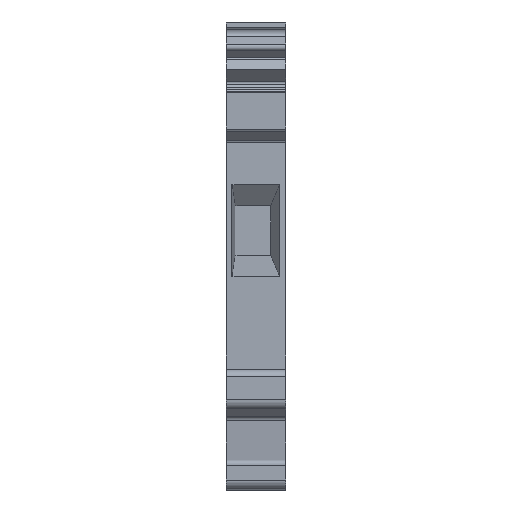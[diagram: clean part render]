
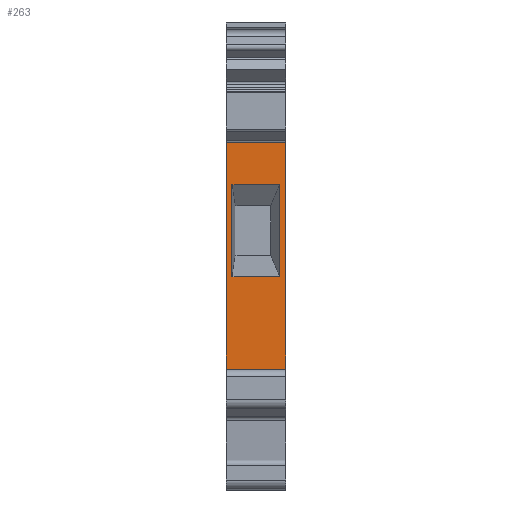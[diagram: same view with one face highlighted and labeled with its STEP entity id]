
A CAD part, left-side view. The second image highlights one B-rep face of the part: STEP entity #263.
In plain terms, the highlighted planar face has unit normal (-1, 0, 0).
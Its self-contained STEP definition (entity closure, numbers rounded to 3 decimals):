
#263 = ADVANCED_FACE( '', ( #686, #687 ), #688, .T. );
#686 = FACE_OUTER_BOUND( '', #1271, .T. );
#687 = FACE_BOUND( '', #1272, .T. );
#688 = PLANE( '', #1273 );
#1271 = EDGE_LOOP( '', ( #2128, #2129, #2130, #2131 ) );
#1272 = EDGE_LOOP( '', ( #2132, #2133, #2134, #2135 ) );
#1273 = AXIS2_PLACEMENT_3D( '', #2136, #2137, #2138 );
#2128 = ORIENTED_EDGE( '', *, *, #3787, .F. );
#2129 = ORIENTED_EDGE( '', *, *, #3849, .F. );
#2130 = ORIENTED_EDGE( '', *, *, #3850, .T. );
#2131 = ORIENTED_EDGE( '', *, *, #3851, .T. );
#2132 = ORIENTED_EDGE( '', *, *, #3852, .T. );
#2133 = ORIENTED_EDGE( '', *, *, #3853, .T. );
#2134 = ORIENTED_EDGE( '', *, *, #3854, .T. );
#2135 = ORIENTED_EDGE( '', *, *, #3855, .T. );
#2136 = CARTESIAN_POINT( '', ( -22.122, 6., 11.169 ) );
#2137 = DIRECTION( '', ( -1., 0., 0. ) );
#2138 = DIRECTION( '', ( 0., 0., 1. ) );
#3787 = EDGE_CURVE( '', #4676, #4678, #4679, .T. );
#3849 = EDGE_CURVE( '', #4781, #4676, #4782, .T. );
#3850 = EDGE_CURVE( '', #4781, #4783, #4784, .T. );
#3851 = EDGE_CURVE( '', #4783, #4678, #4785, .T. );
#3852 = EDGE_CURVE( '', #4786, #4787, #4788, .F. );
#3853 = EDGE_CURVE( '', #4787, #4789, #4790, .F. );
#3854 = EDGE_CURVE( '', #4789, #4791, #4792, .F. );
#3855 = EDGE_CURVE( '', #4791, #4786, #4793, .F. );
#4676 = VERTEX_POINT( '', #5871 );
#4678 = VERTEX_POINT( '', #5873 );
#4679 = LINE( '', #5874, #5875 );
#4781 = VERTEX_POINT( '', #6012 );
#4782 = LINE( '', #6013, #6014 );
#4783 = VERTEX_POINT( '', #6015 );
#4784 = LINE( '', #6016, #6017 );
#4785 = LINE( '', #6018, #6019 );
#4786 = VERTEX_POINT( '', #6020 );
#4787 = VERTEX_POINT( '', #6021 );
#4788 = LINE( '', #6022, #6023 );
#4789 = VERTEX_POINT( '', #6024 );
#4790 = LINE( '', #6025, #6026 );
#4791 = VERTEX_POINT( '', #6027 );
#4792 = LINE( '', #6028, #6029 );
#4793 = LINE( '', #6030, #6031 );
#5871 = CARTESIAN_POINT( '', ( -22.122, 0., 11.169 ) );
#5873 = CARTESIAN_POINT( '', ( -22.122, 0., -11.556 ) );
#5874 = CARTESIAN_POINT( '', ( -22.122, 0., 11.169 ) );
#5875 = VECTOR( '', #7163, 1000. );
#6012 = CARTESIAN_POINT( '', ( -22.122, 6., 11.169 ) );
#6013 = CARTESIAN_POINT( '', ( -22.122, 6., 11.169 ) );
#6014 = VECTOR( '', #7244, 1000. );
#6015 = CARTESIAN_POINT( '', ( -22.122, 6., -11.556 ) );
#6016 = CARTESIAN_POINT( '', ( -22.122, 6., 11.169 ) );
#6017 = VECTOR( '', #7245, 1000. );
#6018 = CARTESIAN_POINT( '', ( -22.122, 6., -11.556 ) );
#6019 = VECTOR( '', #7246, 1000. );
#6020 = CARTESIAN_POINT( '', ( -22.122, 0.613, -2.281 ) );
#6021 = CARTESIAN_POINT( '', ( -22.122, 5.413, -2.281 ) );
#6022 = CARTESIAN_POINT( '', ( -22.122, 5.413, -2.281 ) );
#6023 = VECTOR( '', #7247, 1000. );
#6024 = CARTESIAN_POINT( '', ( -22.122, 5.413, 6.963 ) );
#6025 = CARTESIAN_POINT( '', ( -22.122, 5.413, 6.963 ) );
#6026 = VECTOR( '', #7248, 1000. );
#6027 = CARTESIAN_POINT( '', ( -22.122, 0.613, 6.963 ) );
#6028 = CARTESIAN_POINT( '', ( -22.122, 0.613, 6.963 ) );
#6029 = VECTOR( '', #7249, 1000. );
#6030 = CARTESIAN_POINT( '', ( -22.122, 0.613, -2.281 ) );
#6031 = VECTOR( '', #7250, 1000. );
#7163 = DIRECTION( '', ( 0., 0., -1. ) );
#7244 = DIRECTION( '', ( 0., -1., 0. ) );
#7245 = DIRECTION( '', ( 0., 0., -1. ) );
#7246 = DIRECTION( '', ( 0., -1., 0. ) );
#7247 = DIRECTION( '', ( 0., -1., 0. ) );
#7248 = DIRECTION( '', ( 0., 0., -1. ) );
#7249 = DIRECTION( '', ( 0., 1., 0. ) );
#7250 = DIRECTION( '', ( 0., 0., 1. ) );
